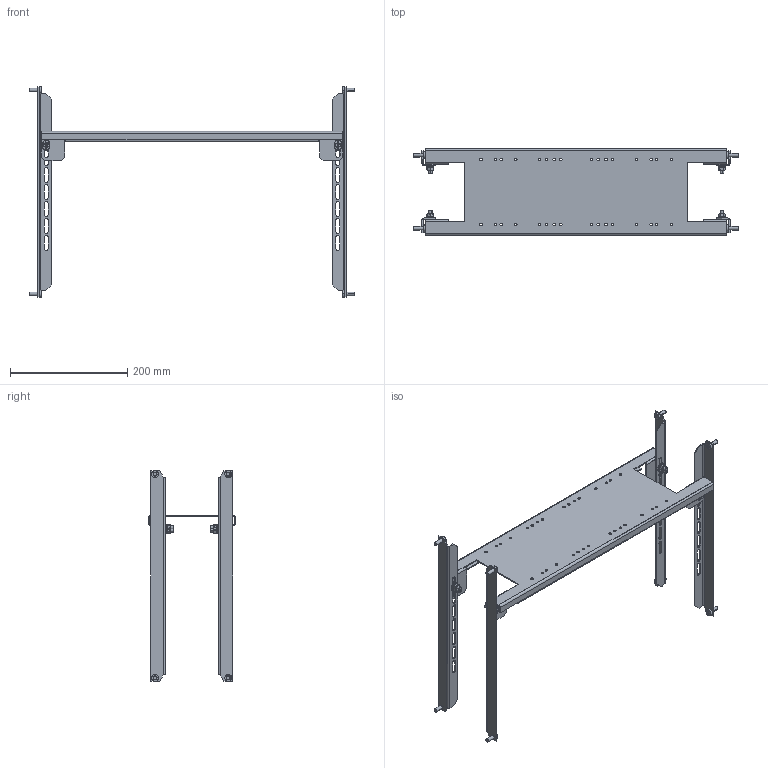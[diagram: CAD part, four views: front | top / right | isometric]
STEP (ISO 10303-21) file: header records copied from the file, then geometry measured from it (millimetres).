
FILE_DESCRIPTION (( 'STEP AP214' ), '1' );
FILE_NAME ('MPFU0601 Ïëàòà ìîíòàæíàÿ äëÿ 4-õ âåðòèêàëüíûõ AV POWER-1TR 3Ð.step', '2020-11-05T18:34:54', ( '' ), ( '' ), 'SwSTEP 2.0', 'SolidWorks 2019', '' );
FILE_SCHEMA (( 'AUTOMOTIVE_DESIGN' ));
Length unit declared in the file: millimetre
Products named in the file (61): Âèíò ñàìîíàðåçàþùèé Ì6 DIN 7516À; ﾘ琺矜 65ﾃ 019 ﾃﾎﾑﾒ 6402-70; Ãàéêà ÃÎÑÒ 5927-70; ﾘ琺矜 01.019 ﾃﾎﾑﾒ11371-78; Âèíò Ì6 DIN 7985; MPFU0601 Ïëàòà ìîíòàæíàÿ äëÿ 4-õ âåðòèêàëüíûõ AV POWER-1TR 3Ð; ﾘ琺矜 65ﾃ 019 ﾃﾎﾑﾒ 6402-70_6; AVT001.10.03.02 Óãîëîê ìîíòàæíûé_èçâ0009_05.18; Âèíò Ì6 DIN 7985_6å20; AVT001.10.06.01 Ïëàòà ìîíòàæíàÿ AV Power_00; Ãàéêà ÃÎÑÒ 5927-70_6.6G.8; AVT001.10.03.02 Óãîëîê ìîíòàæíûé_èçâ0009_05.18_00; AVT001.10.06.01 Ïëàòà ìîíòàæíàÿ AV Power; ﾘ琺矜 01.019 ﾃﾎﾑﾒ11371-78_6; Âèíò ñàìîíàðåçàþùèé Ì6 DIN 7516À_6å16
Assembly tree (53 placements, depth 2):
  Âèíò ñàìîíàðåçàþùèé Ì6 DIN 7516À
  ﾘ琺矜 65ﾃ 019 ﾃﾎﾑﾒ 6402-70
  ﾘ琺矜 65ﾃ 019 ﾃﾎﾑﾒ 6402-70
  Ãàéêà ÃÎÑÒ 5927-70
  ﾘ琺矜 01.019 ﾃﾎﾑﾒ11371-78
Bounding box: 554 x 148 x 360 mm (x, y, z)
Volume: 323242.7 mm3; surface area: 339180.7 mm2
Topology: 53 solids, 53 shells, 1058 faces, 2640 edges, 1704 vertices
Faces by surface type: plane 594, cylinder 352, cone 80, sphere 32
Entity records: 11206 total; most frequent: DIRECTION 1861, CARTESIAN_POINT 1827, ORIENTED_EDGE 1634, EDGE_CURVE 817, AXIS2_PLACEMENT_3D 690, VERTEX_POINT 520, LINE 481, VECTOR 481
